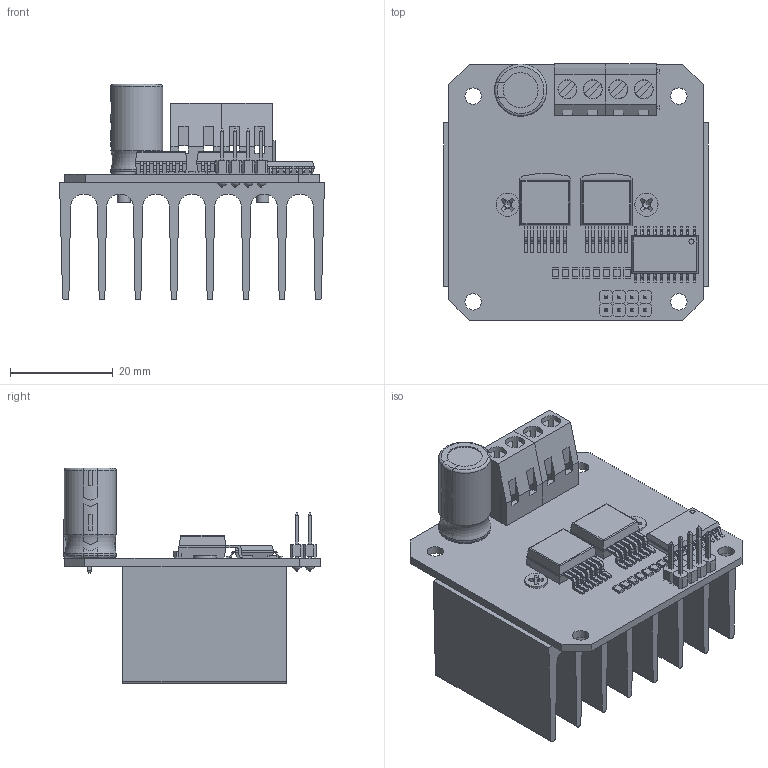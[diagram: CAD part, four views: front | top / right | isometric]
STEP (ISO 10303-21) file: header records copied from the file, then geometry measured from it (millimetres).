
FILE_DESCRIPTION(/* description */ (''),/* implementation_level */ '2;1');
FILE_NAME(/* name */ 'BTS7960 H-Bridge Module.step',/* time_stamp */ '2025-08-08T09:17:29+10:00',/* author */ (''),/* organization */ (''),/* preprocessor_version */ 'ST-DEVELOPER v20.1',/* originating_system */ 'Autodesk Translation Framework v14.10.0.0',/* authorisation */ '');
FILE_SCHEMA (('AUTOMOTIVE_DESIGN { 1 0 10303 214 3 1 1 }'));
Length unit declared in the file: millimetre
Products named in the file (19): BTS7960 H-Bridge Module; 2Pos Terminal Block_001; Body_001; 2Pos Terminal Block_002; Capacitor_001; BTN7960_001; BTN7960_002; SOJ 20_001; 2x4 Male Header_001; Fillet; M2.5x6-Screw; 0805 Resistor_001; 0805 Resistor_002; 0805 Resistor_003; 0805 Resistor_004; 0805 Resistor_005; 0805 Resistor_006; 0805 Resistor_007; 0805 Resistor_008
Assembly tree (19 placements, depth 2):
  BTS7960 H-Bridge Module
    2Pos Terminal Block_001
    Body_001
    2Pos Terminal Block_002
    Capacitor_001
    BTN7960_001
    BTN7960_002
    SOJ 20_001
    2x4 Male Header_001
    Fillet
    M2.5x6-Screw  x2
    0805 Resistor_001
    0805 Resistor_002
    0805 Resistor_003
    0805 Resistor_004
    0805 Resistor_005
    0805 Resistor_006
    0805 Resistor_007
    0805 Resistor_008
Bounding box: 51.5 x 49.9 x 42 mm (x, y, z)
Volume: 19253.3 mm3; surface area: 25233.6 mm2
Topology: 109 solids, 109 shells, 1270 faces, 3117 edges, 2040 vertices
Faces by surface type: plane 1014, cylinder 218, torus 18, cone 12, sphere 8
Full cylindrical faces by diameter (mm): 1 x1, 1.6 x2, 2.5 x2, 3.2 x6, 3.6 x4, 3.7 x4, 4.5 x2, 7.4 x2, 9.62 x1, 10.12 x1
Entity records: 38043 total; most frequent: CARTESIAN_POINT 7495, ORIENTED_EDGE 6098, DIRECTION 6093, EDGE_CURVE 3049, LINE 2447, VECTOR 2447, VERTEX_POINT 1996, AXIS2_PLACEMENT_3D 1823
